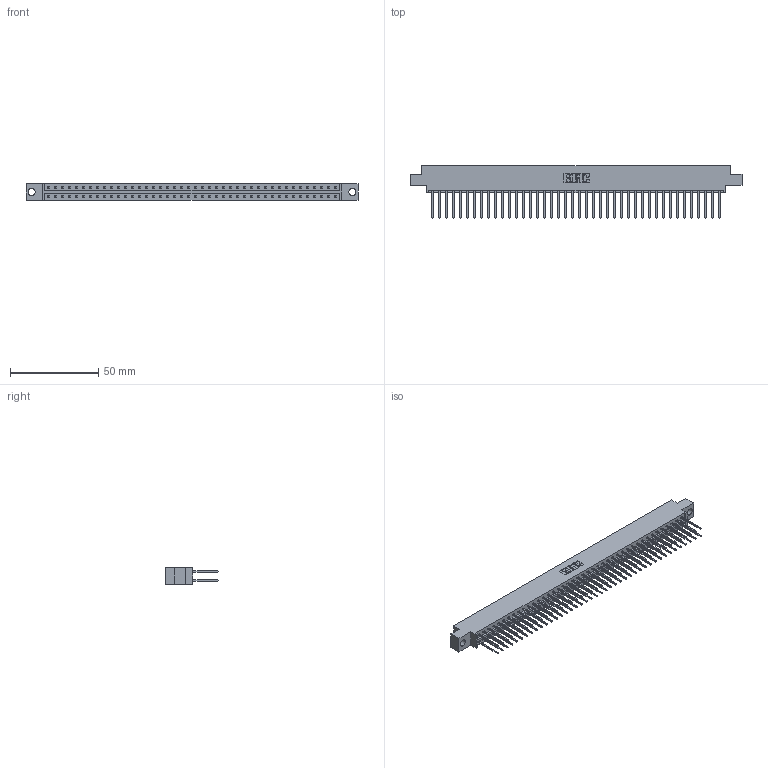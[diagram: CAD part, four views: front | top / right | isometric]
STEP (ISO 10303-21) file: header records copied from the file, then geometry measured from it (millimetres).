
FILE_DESCRIPTION (( 'STEP AP203' ), '1' );
FILE_NAME ('833-084-540-804.STEP', '2020-06-06T01:27:22', ( '' ), ( '' ), 'SwSTEP 2.0', 'SolidWorks 2020', '' );
FILE_SCHEMA (( 'CONFIG_CONTROL_DESIGN' ));
Length unit declared in the file: inch
Products named in the file (3): 833 Part_Offset - .156 Dia - TH; 345-292-001_345-293-140; 833-084-540-804
Assembly tree (85 placements, depth 2):
  833-084-540-804
    833 Part_Offset - .156 Dia - TH
    345-292-001_345-293-140  x84
Bounding box: 187.96 x 29.47 x 9.4 mm (x, y, z)
Volume: 19192.4 mm3; surface area: 24273.8 mm2
Topology: 85 solids, 85 shells, 4486 faces, 13343 edges, 8782 vertices
Faces by surface type: plane 3098, cylinder 1388
Entity records: 27173 total; most frequent: CARTESIAN_POINT 4506, ORIENTED_EDGE 4442, DIRECTION 3849, EDGE_CURVE 2221, LINE 2093, VECTOR 2093, VERTEX_POINT 1478, AXIS2_PLACEMENT_3D 878
